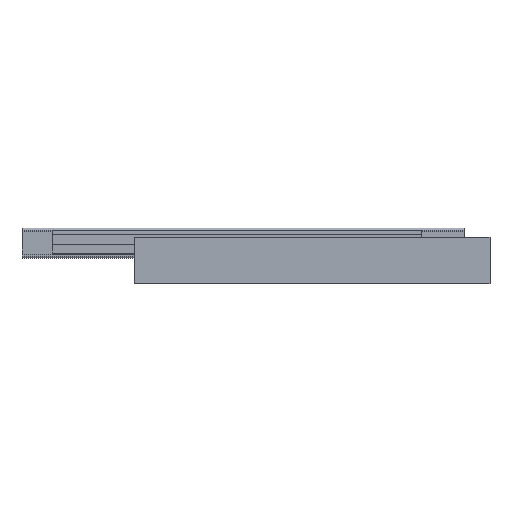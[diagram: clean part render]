
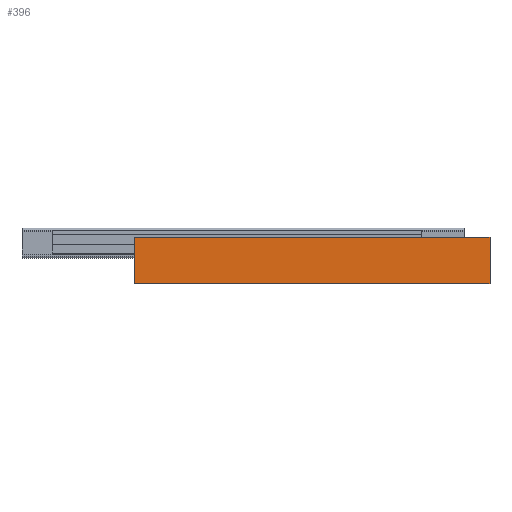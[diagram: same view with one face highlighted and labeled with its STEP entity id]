
A CAD part, front view. The second image highlights one B-rep face of the part: STEP entity #396.
In plain terms, the highlighted planar face has unit normal (0, -1, 0).
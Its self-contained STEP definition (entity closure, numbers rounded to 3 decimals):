
#396 = ADVANCED_FACE ( 'NONE', ( #2840 ), #6445, .F. ) ;
#424 = ORIENTED_EDGE ( 'NONE', *, *, #4211, .T. ) ;
#596 = EDGE_CURVE ( 'NONE', #5910, #3098, #3687, .T. ) ;
#626 = CARTESIAN_POINT ( 'NONE',  ( 342., 0., 45. ) ) ;
#707 = LINE ( 'NONE', #841, #6316 ) ;
#764 = DIRECTION ( 'NONE',  ( 0., 1., 0. ) ) ;
#841 = CARTESIAN_POINT ( 'NONE',  ( 0., 0., 45. ) ) ;
#883 = CARTESIAN_POINT ( 'NONE',  ( 342., 0., 45. ) ) ;
#958 = VERTEX_POINT ( 'NONE', #6136 ) ;
#1794 = CARTESIAN_POINT ( 'NONE',  ( 342., 0., 45. ) ) ;
#1826 = DIRECTION ( 'NONE',  ( 0., 0., 1. ) ) ;
#1833 = DIRECTION ( 'NONE',  ( 0., 0., -1. ) ) ;
#1987 = VECTOR ( 'NONE', #3936, 1000. ) ;
#2013 = ORIENTED_EDGE ( 'NONE', *, *, #5067, .T. ) ;
#2172 = EDGE_LOOP ( 'NONE', ( #424, #2493, #3843, #2013 ) ) ;
#2493 = ORIENTED_EDGE ( 'NONE', *, *, #6010, .F. ) ;
#2840 = FACE_OUTER_BOUND ( 'NONE', #2172, .T. ) ;
#2855 = VECTOR ( 'NONE', #5071, 1000. ) ;
#3098 = VERTEX_POINT ( 'NONE', #3862 ) ;
#3648 = AXIS2_PLACEMENT_3D ( 'NONE', #6003, #764, #1826 ) ;
#3687 = LINE ( 'NONE', #626, #3751 ) ;
#3751 = VECTOR ( 'NONE', #5738, 1000. ) ;
#3843 = ORIENTED_EDGE ( 'NONE', *, *, #596, .F. ) ;
#3862 = CARTESIAN_POINT ( 'NONE',  ( 342., 0., 0. ) ) ;
#3936 = DIRECTION ( 'NONE',  ( -1., 0., 0. ) ) ;
#4211 = EDGE_CURVE ( 'NONE', #4406, #958, #707, .T. ) ;
#4377 = LINE ( 'NONE', #883, #1987 ) ;
#4406 = VERTEX_POINT ( 'NONE', #5038 ) ;
#4500 = CARTESIAN_POINT ( 'NONE',  ( 342., 0., 0. ) ) ;
#5038 = CARTESIAN_POINT ( 'NONE',  ( 0., 0., 45. ) ) ;
#5067 = EDGE_CURVE ( 'NONE', #5910, #4406, #4377, .T. ) ;
#5071 = DIRECTION ( 'NONE',  ( -1., 0., 0. ) ) ;
#5738 = DIRECTION ( 'NONE',  ( 0., 0., -1. ) ) ;
#5910 = VERTEX_POINT ( 'NONE', #1794 ) ;
#6003 = CARTESIAN_POINT ( 'NONE',  ( 342., 0., 45. ) ) ;
#6010 = EDGE_CURVE ( 'NONE', #3098, #958, #6047, .T. ) ;
#6047 = LINE ( 'NONE', #4500, #2855 ) ;
#6136 = CARTESIAN_POINT ( 'NONE',  ( 0., 0., 0. ) ) ;
#6316 = VECTOR ( 'NONE', #1833, 1000. ) ;
#6445 = PLANE ( 'NONE',  #3648 ) ;
